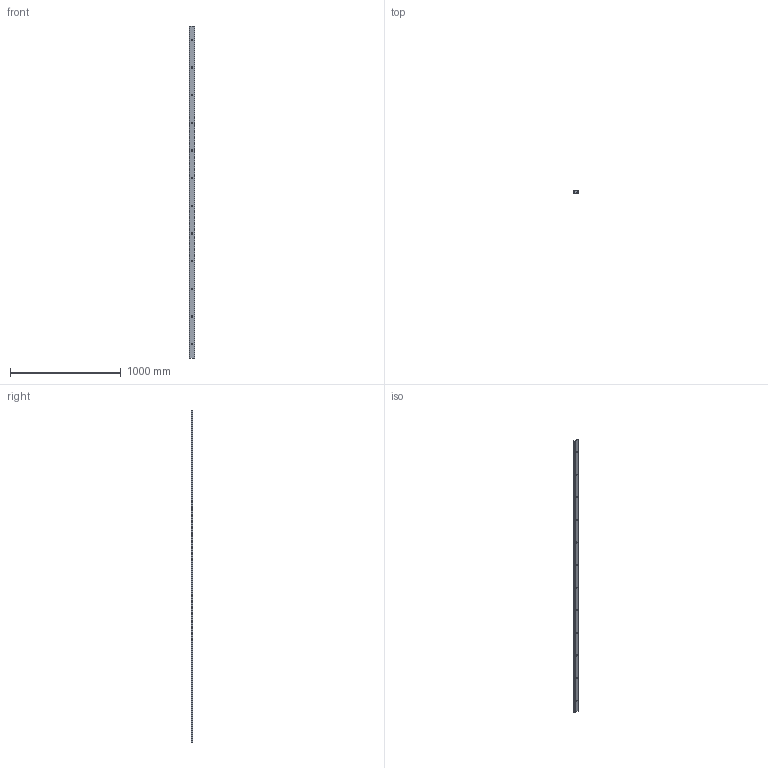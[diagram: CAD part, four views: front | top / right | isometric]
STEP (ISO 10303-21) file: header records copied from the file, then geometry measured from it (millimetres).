
FILE_DESCRIPTION (( 'STEP AP214' ), '1' );
FILE_NAME ('ELFS52-F.STEP', '2020-02-17T07:55:46', ( '' ), ( '' ), 'SwSTEP 2.0', 'SolidWorks 2018', '' );
FILE_SCHEMA (( 'AUTOMOTIVE_DESIGN' ));
Length unit declared in the file: millimetre
Products named in the file (1): ELFS52-F
Bounding box: 51.99 x 18 x 3000 mm (x, y, z)
Volume: 2507569 mm3; surface area: 631152.9 mm2
Topology: 3 solids, 3 shells, 91 faces, 219 edges, 146 vertices
Faces by surface type: cylinder 63, plane 28
Entity records: 3820 total; most frequent: DIRECTION 529, CARTESIAN_POINT 457, ORIENTED_EDGE 438, EDGE_CURVE 219, AXIS2_PLACEMENT_3D 218, VERTEX_POINT 146, EDGE_LOOP 127, CIRCLE 126
